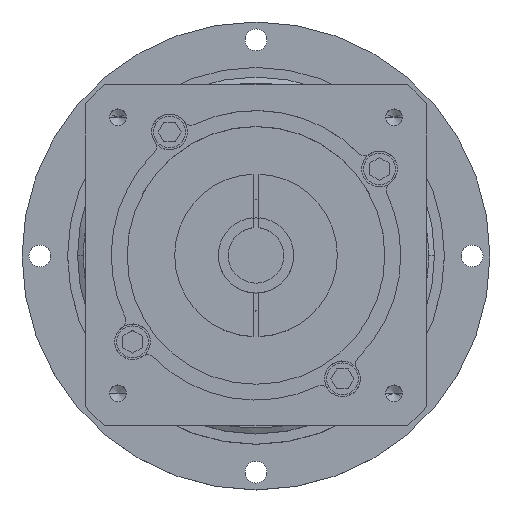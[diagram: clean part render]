
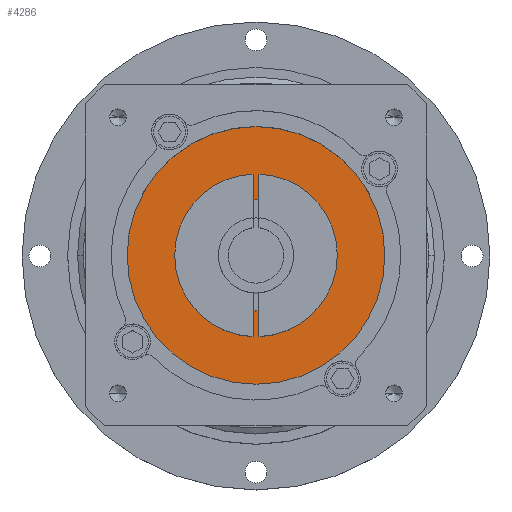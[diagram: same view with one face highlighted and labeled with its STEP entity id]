
A CAD part, top view. The second image highlights one B-rep face of the part: STEP entity #4286.
In plain terms, the highlighted planar face has unit normal (0, 0, 1).
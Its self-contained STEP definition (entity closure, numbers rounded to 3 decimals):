
#601 = EDGE_LOOP ( 'NONE', ( #2833, #12421 ) ) ;
#669 = VERTEX_POINT ( 'NONE', #2918 ) ;
#743 = DIRECTION ( 'NONE',  ( 0., 0., 1. ) ) ;
#835 = EDGE_CURVE ( 'NONE', #4917, #2464, #11899, .T. ) ;
#1115 = ORIENTED_EDGE ( 'NONE', *, *, #4641, .F. ) ;
#1136 = VERTEX_POINT ( 'NONE', #5268 ) ;
#1584 = DIRECTION ( 'NONE',  ( 0., 0., 1. ) ) ;
#2329 = AXIS2_PLACEMENT_3D ( 'NONE', #7353, #1584, #8306 ) ;
#2413 = EDGE_CURVE ( 'NONE', #2464, #4917, #3464, .T. ) ;
#2464 = VERTEX_POINT ( 'NONE', #3252 ) ;
#2522 = CARTESIAN_POINT ( 'NONE',  ( -32.5, 0., 76.5 ) ) ;
#2628 = AXIS2_PLACEMENT_3D ( 'NONE', #11409, #743, #3641 ) ;
#2833 = ORIENTED_EDGE ( 'NONE', *, *, #2413, .T. ) ;
#2918 = CARTESIAN_POINT ( 'NONE',  ( 14., 0., 76.5 ) ) ;
#3171 = CIRCLE ( 'NONE', #8812, 14. ) ;
#3177 = CARTESIAN_POINT ( 'NONE',  ( 0., 0., 76.5 ) ) ;
#3207 = DIRECTION ( 'NONE',  ( 0., 0., 1. ) ) ;
#3220 = DIRECTION ( 'NONE',  ( 1., 0., 0. ) ) ;
#3252 = CARTESIAN_POINT ( 'NONE',  ( 32.5, 0., 76.5 ) ) ;
#3464 = CIRCLE ( 'NONE', #10926, 32.5 ) ;
#3641 = DIRECTION ( 'NONE',  ( 1., 0., 0. ) ) ;
#3742 = DIRECTION ( 'NONE',  ( 1., 0., 0. ) ) ;
#4010 = DIRECTION ( 'NONE',  ( 0., 0., 1. ) ) ;
#4046 = EDGE_LOOP ( 'NONE', ( #1115, #5650 ) ) ;
#4056 = FACE_OUTER_BOUND ( 'NONE', #601, .T. ) ;
#4111 = CARTESIAN_POINT ( 'NONE',  ( 0., 0., 76.5 ) ) ;
#4286 = ADVANCED_FACE ( 'NONE', ( #9498, #4056 ), #6631, .T. ) ;
#4641 = EDGE_CURVE ( 'NONE', #1136, #669, #3171, .T. ) ;
#4917 = VERTEX_POINT ( 'NONE', #2522 ) ;
#5120 = DIRECTION ( 'NONE',  ( 0., 0., 1. ) ) ;
#5268 = CARTESIAN_POINT ( 'NONE',  ( -14., 0., 76.5 ) ) ;
#5621 = CIRCLE ( 'NONE', #2329, 14. ) ;
#5650 = ORIENTED_EDGE ( 'NONE', *, *, #8591, .F. ) ;
#6631 = PLANE ( 'NONE',  #2628 ) ;
#7353 = CARTESIAN_POINT ( 'NONE',  ( 0., 0., 76.5 ) ) ;
#8306 = DIRECTION ( 'NONE',  ( 1., 0., 0. ) ) ;
#8591 = EDGE_CURVE ( 'NONE', #669, #1136, #5621, .T. ) ;
#8812 = AXIS2_PLACEMENT_3D ( 'NONE', #8897, #5120, #11620 ) ;
#8897 = CARTESIAN_POINT ( 'NONE',  ( 0., 0., 76.5 ) ) ;
#9498 = FACE_BOUND ( 'NONE', #4046, .T. ) ;
#10926 = AXIS2_PLACEMENT_3D ( 'NONE', #3177, #3207, #3220 ) ;
#11162 = AXIS2_PLACEMENT_3D ( 'NONE', #4111, #4010, #3742 ) ;
#11409 = CARTESIAN_POINT ( 'NONE',  ( 0., 0., 76.5 ) ) ;
#11620 = DIRECTION ( 'NONE',  ( 1., 0., 0. ) ) ;
#11899 = CIRCLE ( 'NONE', #11162, 32.5 ) ;
#12421 = ORIENTED_EDGE ( 'NONE', *, *, #835, .T. ) ;
